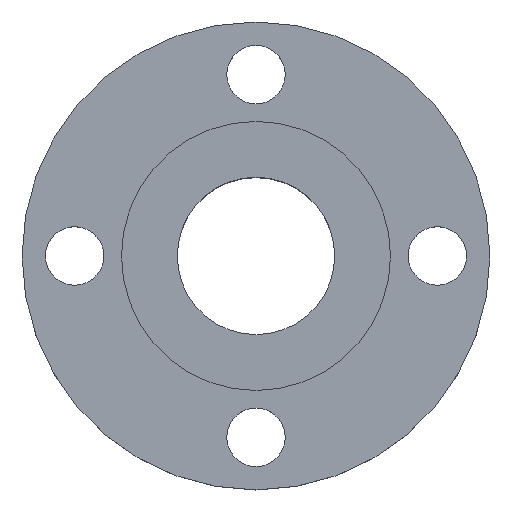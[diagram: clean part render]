
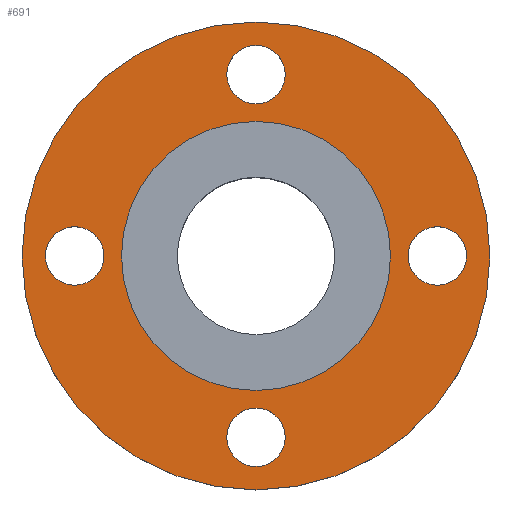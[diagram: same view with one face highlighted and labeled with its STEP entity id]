
A CAD part, top view. The second image highlights one B-rep face of the part: STEP entity #691.
In plain terms, the highlighted planar face has unit normal (0, 0, 1).
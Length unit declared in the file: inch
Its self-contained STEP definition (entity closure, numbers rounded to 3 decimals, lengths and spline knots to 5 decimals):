
#1 = FACE_BOUND ( 'NONE', #824, .T. ) ;
#20 = CARTESIAN_POINT ( 'NONE',  ( -1.9375, 0., -0.0625 ) ) ;
#34 = EDGE_CURVE ( 'NONE', #157, #485, #61, .T. ) ;
#36 = ORIENTED_EDGE ( 'NONE', *, *, #34, .F. ) ;
#37 = DIRECTION ( 'NONE',  ( 1., 0., 0. ) ) ;
#47 = AXIS2_PLACEMENT_3D ( 'NONE', #307, #247, #505 ) ;
#50 = DIRECTION ( 'NONE',  ( 0., 0., 1. ) ) ;
#54 = EDGE_CURVE ( 'NONE', #485, #157, #130, .T. ) ;
#56 = DIRECTION ( 'NONE',  ( 0., 0., -1. ) ) ;
#57 = AXIS2_PLACEMENT_3D ( 'NONE', #787, #203, #266 ) ;
#61 = CIRCLE ( 'NONE', #261, 0.3125 ) ;
#68 = FACE_BOUND ( 'NONE', #757, .T. ) ;
#82 = EDGE_LOOP ( 'NONE', ( #608, #609 ) ) ;
#87 = ORIENTED_EDGE ( 'NONE', *, *, #54, .F. ) ;
#88 = ORIENTED_EDGE ( 'NONE', *, *, #231, .F. ) ;
#94 = AXIS2_PLACEMENT_3D ( 'NONE', #693, #176, #37 ) ;
#109 = CARTESIAN_POINT ( 'NONE',  ( -1.625, 0., -0.0625 ) ) ;
#111 = DIRECTION ( 'NONE',  ( 1., 0., 0. ) ) ;
#117 = FACE_OUTER_BOUND ( 'NONE', #82, .T. ) ;
#124 = CARTESIAN_POINT ( 'NONE',  ( 0., 1.9375, -0.0625 ) ) ;
#130 = CIRCLE ( 'NONE', #721, 0.3125 ) ;
#143 = VERTEX_POINT ( 'NONE', #732 ) ;
#146 = CARTESIAN_POINT ( 'NONE',  ( 2.25, 0., -0.0625 ) ) ;
#154 = DIRECTION ( 'NONE',  ( 1., 0., 0. ) ) ;
#155 = CARTESIAN_POINT ( 'NONE',  ( -0.3125, 1.9375, -0.0625 ) ) ;
#157 = VERTEX_POINT ( 'NONE', #675 ) ;
#159 = CARTESIAN_POINT ( 'NONE',  ( 0.3125, 1.9375, -0.0625 ) ) ;
#160 = ORIENTED_EDGE ( 'NONE', *, *, #376, .F. ) ;
#161 = VERTEX_POINT ( 'NONE', #197 ) ;
#163 = ORIENTED_EDGE ( 'NONE', *, *, #580, .F. ) ;
#165 = CIRCLE ( 'NONE', #518, 0.3125 ) ;
#167 = VERTEX_POINT ( 'NONE', #155 ) ;
#168 = ORIENTED_EDGE ( 'NONE', *, *, #332, .F. ) ;
#170 = EDGE_LOOP ( 'NONE', ( #87, #36 ) ) ;
#176 = DIRECTION ( 'NONE',  ( 0., 0., 1. ) ) ;
#187 = DIRECTION ( 'NONE',  ( -1., 0., 0. ) ) ;
#192 = CIRCLE ( 'NONE', #510, 0.3125 ) ;
#197 = CARTESIAN_POINT ( 'NONE',  ( 0.3125, -1.9375, -0.0625 ) ) ;
#203 = DIRECTION ( 'NONE',  ( 0., 0., 1. ) ) ;
#217 = DIRECTION ( 'NONE',  ( 0., 0., 1. ) ) ;
#231 = EDGE_CURVE ( 'NONE', #614, #143, #530, .T. ) ;
#237 = DIRECTION ( 'NONE',  ( -1., 0., 0. ) ) ;
#240 = AXIS2_PLACEMENT_3D ( 'NONE', #124, #50, #388 ) ;
#247 = DIRECTION ( 'NONE',  ( 0., 0., 1. ) ) ;
#252 = AXIS2_PLACEMENT_3D ( 'NONE', #369, #829, #688 ) ;
#257 = DIRECTION ( 'NONE',  ( 1., 0., 0. ) ) ;
#261 = AXIS2_PLACEMENT_3D ( 'NONE', #555, #294, #111 ) ;
#266 = DIRECTION ( 'NONE',  ( 0., 1., 0. ) ) ;
#274 = VERTEX_POINT ( 'NONE', #566 ) ;
#279 = EDGE_CURVE ( 'NONE', #684, #274, #570, .T. ) ;
#289 = CARTESIAN_POINT ( 'NONE',  ( 0., 0., -0.0625 ) ) ;
#292 = EDGE_CURVE ( 'NONE', #356, #167, #812, .T. ) ;
#294 = DIRECTION ( 'NONE',  ( 0., 0., 1. ) ) ;
#295 = DIRECTION ( 'NONE',  ( 0., 0., 1. ) ) ;
#297 = DIRECTION ( 'NONE',  ( 0., 0., 1. ) ) ;
#307 = CARTESIAN_POINT ( 'NONE',  ( 0., 0., -0.0625 ) ) ;
#312 = DIRECTION ( 'NONE',  ( 1., 0., 0. ) ) ;
#317 = FACE_BOUND ( 'NONE', #170, .T. ) ;
#332 = EDGE_CURVE ( 'NONE', #143, #614, #165, .T. ) ;
#334 = FACE_BOUND ( 'NONE', #562, .T. ) ;
#356 = VERTEX_POINT ( 'NONE', #159 ) ;
#369 = CARTESIAN_POINT ( 'NONE',  ( 0., 1.9375, -0.0625 ) ) ;
#376 = EDGE_CURVE ( 'NONE', #548, #696, #552, .T. ) ;
#387 = EDGE_CURVE ( 'NONE', #626, #161, #192, .T. ) ;
#388 = DIRECTION ( 'NONE',  ( 0., -1., 0. ) ) ;
#393 = AXIS2_PLACEMENT_3D ( 'NONE', #509, #707, #257 ) ;
#421 = DIRECTION ( 'NONE',  ( 0., 1., 0. ) ) ;
#440 = AXIS2_PLACEMENT_3D ( 'NONE', #289, #295, #312 ) ;
#444 = PLANE ( 'NONE',  #725 ) ;
#447 = CARTESIAN_POINT ( 'NONE',  ( 1.4375, 0., -0.0625 ) ) ;
#458 = CIRCLE ( 'NONE', #240, 0.3125 ) ;
#485 = VERTEX_POINT ( 'NONE', #109 ) ;
#505 = DIRECTION ( 'NONE',  ( 1., 0., 0. ) ) ;
#509 = CARTESIAN_POINT ( 'NONE',  ( 0., 0., -0.0625 ) ) ;
#510 = AXIS2_PLACEMENT_3D ( 'NONE', #627, #297, #421 ) ;
#518 = AXIS2_PLACEMENT_3D ( 'NONE', #624, #556, #237 ) ;
#522 = ORIENTED_EDGE ( 'NONE', *, *, #387, .F. ) ;
#525 = DIRECTION ( 'NONE',  ( 0., 0., 1. ) ) ;
#530 = CIRCLE ( 'NONE', #598, 0.3125 ) ;
#531 = EDGE_CURVE ( 'NONE', #696, #548, #723, .T. ) ;
#533 = CIRCLE ( 'NONE', #57, 0.3125 ) ;
#548 = VERTEX_POINT ( 'NONE', #584 ) ;
#552 = CIRCLE ( 'NONE', #440, 1.4375 ) ;
#555 = CARTESIAN_POINT ( 'NONE',  ( -1.9375, 0., -0.0625 ) ) ;
#556 = DIRECTION ( 'NONE',  ( 0., 0., 1. ) ) ;
#562 = EDGE_LOOP ( 'NONE', ( #88, #168 ) ) ;
#566 = CARTESIAN_POINT ( 'NONE',  ( 2.5, 0., -0.0625 ) ) ;
#570 = CIRCLE ( 'NONE', #94, 2.5 ) ;
#580 = EDGE_CURVE ( 'NONE', #167, #356, #458, .T. ) ;
#584 = CARTESIAN_POINT ( 'NONE',  ( -1.4375, 0., -0.0625 ) ) ;
#598 = AXIS2_PLACEMENT_3D ( 'NONE', #810, #525, #788 ) ;
#608 = ORIENTED_EDGE ( 'NONE', *, *, #745, .T. ) ;
#609 = ORIENTED_EDGE ( 'NONE', *, *, #279, .T. ) ;
#614 = VERTEX_POINT ( 'NONE', #146 ) ;
#624 = CARTESIAN_POINT ( 'NONE',  ( 1.9375, 0., -0.0625 ) ) ;
#626 = VERTEX_POINT ( 'NONE', #668 ) ;
#627 = CARTESIAN_POINT ( 'NONE',  ( 0., -1.9375, -0.0625 ) ) ;
#641 = FACE_BOUND ( 'NONE', #743, .T. ) ;
#648 = ORIENTED_EDGE ( 'NONE', *, *, #292, .F. ) ;
#668 = CARTESIAN_POINT ( 'NONE',  ( -0.3125, -1.9375, -0.0625 ) ) ;
#673 = ORIENTED_EDGE ( 'NONE', *, *, #531, .F. ) ;
#675 = CARTESIAN_POINT ( 'NONE',  ( -2.25, 0., -0.0625 ) ) ;
#684 = VERTEX_POINT ( 'NONE', #798 ) ;
#688 = DIRECTION ( 'NONE',  ( 0., -1., 0. ) ) ;
#691 = ADVANCED_FACE ( 'NONE', ( #68, #334, #1, #317, #641, #117 ), #444, .F. ) ;
#693 = CARTESIAN_POINT ( 'NONE',  ( 0., 0., -0.0625 ) ) ;
#696 = VERTEX_POINT ( 'NONE', #447 ) ;
#707 = DIRECTION ( 'NONE',  ( 0., 0., 1. ) ) ;
#715 = EDGE_CURVE ( 'NONE', #161, #626, #533, .T. ) ;
#721 = AXIS2_PLACEMENT_3D ( 'NONE', #20, #217, #154 ) ;
#723 = CIRCLE ( 'NONE', #393, 1.4375 ) ;
#725 = AXIS2_PLACEMENT_3D ( 'NONE', #843, #56, #187 ) ;
#732 = CARTESIAN_POINT ( 'NONE',  ( 1.625, 0., -0.0625 ) ) ;
#741 = CIRCLE ( 'NONE', #47, 2.5 ) ;
#743 = EDGE_LOOP ( 'NONE', ( #673, #160 ) ) ;
#745 = EDGE_CURVE ( 'NONE', #274, #684, #741, .T. ) ;
#757 = EDGE_LOOP ( 'NONE', ( #648, #163 ) ) ;
#787 = CARTESIAN_POINT ( 'NONE',  ( 0., -1.9375, -0.0625 ) ) ;
#788 = DIRECTION ( 'NONE',  ( -1., 0., 0. ) ) ;
#798 = CARTESIAN_POINT ( 'NONE',  ( -2.5, 0., -0.0625 ) ) ;
#810 = CARTESIAN_POINT ( 'NONE',  ( 1.9375, 0., -0.0625 ) ) ;
#812 = CIRCLE ( 'NONE', #252, 0.3125 ) ;
#824 = EDGE_LOOP ( 'NONE', ( #832, #522 ) ) ;
#829 = DIRECTION ( 'NONE',  ( 0., 0., 1. ) ) ;
#832 = ORIENTED_EDGE ( 'NONE', *, *, #715, .F. ) ;
#843 = CARTESIAN_POINT ( 'NONE',  ( 0., 1.4375, -0.0625 ) ) ;
